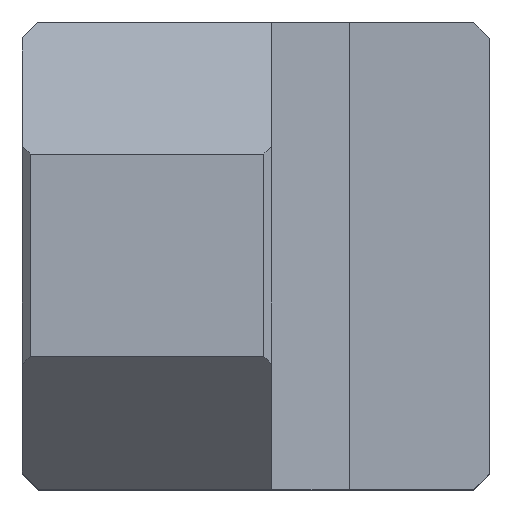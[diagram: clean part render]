
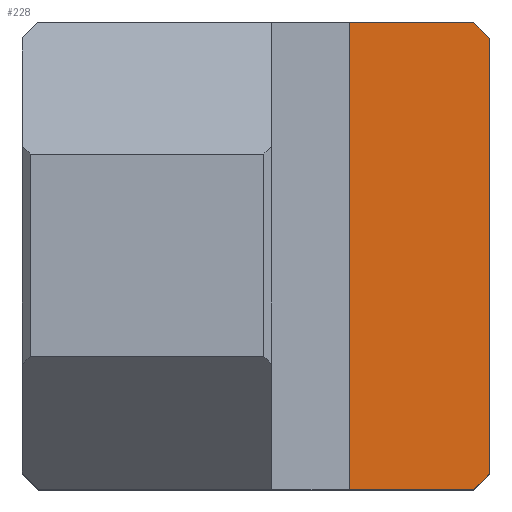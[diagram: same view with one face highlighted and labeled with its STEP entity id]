
A CAD part, top view. The second image highlights one B-rep face of the part: STEP entity #228.
In plain terms, the highlighted planar face has unit normal (0, 0, 1).
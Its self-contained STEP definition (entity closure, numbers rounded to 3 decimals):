
#153=FACE_OUTER_BOUND('',#661,.T.);
#228=ADVANCED_FACE('',(#153),#321,.F.);
#321=PLANE('',#1660);
#384=LINE('',#2316,#503);
#402=LINE('',#2370,#521);
#403=LINE('',#2372,#522);
#404=LINE('',#2374,#523);
#503=VECTOR('',#1835,1.);
#521=VECTOR('',#1879,1.);
#522=VECTOR('',#1880,1.);
#523=VECTOR('',#1881,1.);
#661=EDGE_LOOP('',(#809,#810,#811,#812,#813,#814));
#809=ORIENTED_EDGE('',*,*,#1421,.F.);
#810=ORIENTED_EDGE('',*,*,#1422,.T.);
#811=ORIENTED_EDGE('',*,*,#1423,.F.);
#812=ORIENTED_EDGE('',*,*,#1424,.F.);
#813=ORIENTED_EDGE('',*,*,#1425,.F.);
#814=ORIENTED_EDGE('',*,*,#1395,.T.);
#1237=VERTEX_POINT('',#2317);
#1238=VERTEX_POINT('',#2318);
#1259=VERTEX_POINT('',#2369);
#1260=VERTEX_POINT('',#2371);
#1261=VERTEX_POINT('',#2373);
#1262=VERTEX_POINT('',#2375);
#1395=EDGE_CURVE('',#1237,#1238,#384,.T.);
#1421=EDGE_CURVE('',#1259,#1238,#1616,.T.);
#1422=EDGE_CURVE('',#1259,#1260,#402,.T.);
#1423=EDGE_CURVE('',#1261,#1260,#403,.T.);
#1424=EDGE_CURVE('',#1262,#1261,#404,.T.);
#1425=EDGE_CURVE('',#1237,#1262,#1617,.T.);
#1616=CIRCLE('',#1658,41.);
#1617=CIRCLE('',#1659,41.);
#1658=AXIS2_PLACEMENT_3D('',#2368,#1877,#1878);
#1659=AXIS2_PLACEMENT_3D('',#2376,#1882,#1883);
#1660=AXIS2_PLACEMENT_3D('',#2377,#1884,#1885);
#1835=DIRECTION('',(0.,1.,0.));
#1877=DIRECTION('',(0.,0.,-1.));
#1878=DIRECTION('',(-1.,0.,0.));
#1879=DIRECTION('',(-1.,0.,0.));
#1880=DIRECTION('',(0.,1.,0.));
#1881=DIRECTION('',(-1.,0.,0.));
#1882=DIRECTION('',(0.,0.,-1.));
#1883=DIRECTION('',(-1.,0.,0.));
#1884=DIRECTION('',(0.,0.,-1.));
#1885=DIRECTION('',(1.,0.,0.));
#2316=CARTESIAN_POINT('',(30.,-30.,25.));
#2317=CARTESIAN_POINT('',(30.,-27.946,25.));
#2318=CARTESIAN_POINT('',(30.,27.946,25.));
#2368=CARTESIAN_POINT('',(0.,0.,25.));
#2369=CARTESIAN_POINT('',(27.946,30.,25.));
#2370=CARTESIAN_POINT('',(30.,30.,25.));
#2371=CARTESIAN_POINT('',(12.,30.,25.));
#2372=CARTESIAN_POINT('',(12.,-30.,25.));
#2373=CARTESIAN_POINT('',(12.,-30.,25.));
#2374=CARTESIAN_POINT('',(30.,-30.,25.));
#2375=CARTESIAN_POINT('',(27.946,-30.,25.));
#2376=CARTESIAN_POINT('',(0.,0.,25.));
#2377=CARTESIAN_POINT('',(30.,-30.,25.));
